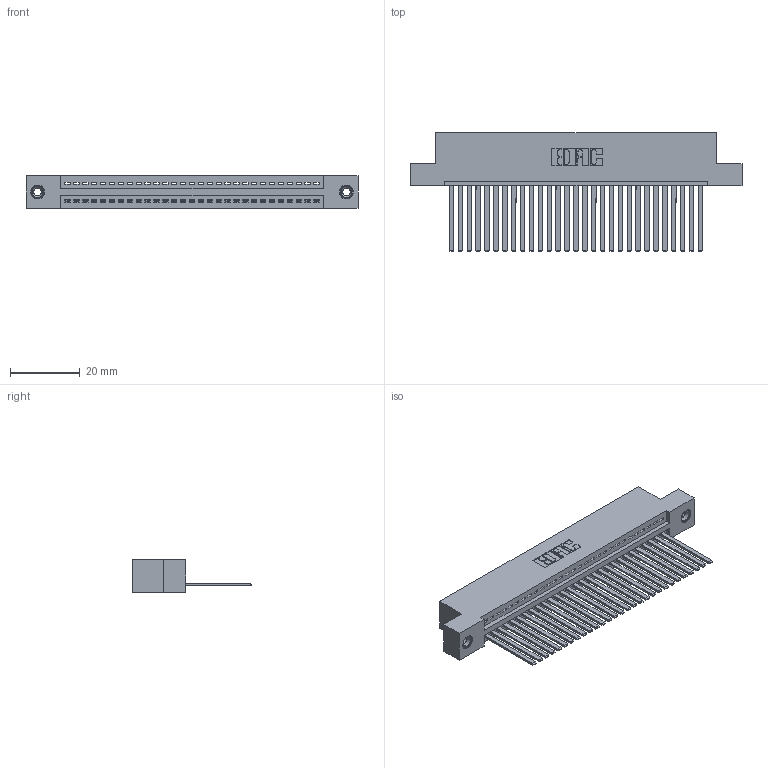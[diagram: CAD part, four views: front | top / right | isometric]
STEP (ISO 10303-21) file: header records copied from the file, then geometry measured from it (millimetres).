
FILE_DESCRIPTION (( 'STEP AP203' ), '1' );
FILE_NAME ('395-029-544-108.STEP', '2019-10-19T05:56:48', ( '' ), ( '' ), 'SwSTEP 2.0', 'SolidWorks 2016', '' );
FILE_SCHEMA (( 'CONFIG_CONTROL_DESIGN' ));
Length unit declared in the file: inch
Products named in the file (4): 345 Part_Flush Mounting Lugs - 0.156 Dia-TI; 345-250-001_345-250-003-102; 395-029-544-108; 345-292-001_345-293-144
Assembly tree (32 placements, depth 2):
  395-029-544-108
    345 Part_Flush Mounting Lugs - 0.156 Dia-TI
    345-292-001_345-293-144  x29
    345-250-001_345-250-003-102  x2
Bounding box: 94.87 x 33.96 x 9.4 mm (x, y, z)
Volume: 9233.6 mm3; surface area: 13121.4 mm2
Topology: 32 solids, 32 shells, 1694 faces, 5059 edges, 3326 vertices
Faces by surface type: plane 1156, cylinder 522, cone 12, torus 4
Entity records: 24578 total; most frequent: CARTESIAN_POINT 4238, ORIENTED_EDGE 4194, DIRECTION 3745, EDGE_CURVE 2097, VECTOR 1833, LINE 1833, VERTEX_POINT 1392, AXIS2_PLACEMENT_3D 956
